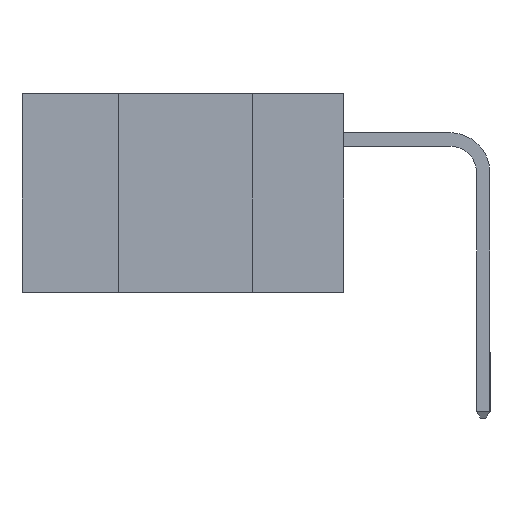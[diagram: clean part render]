
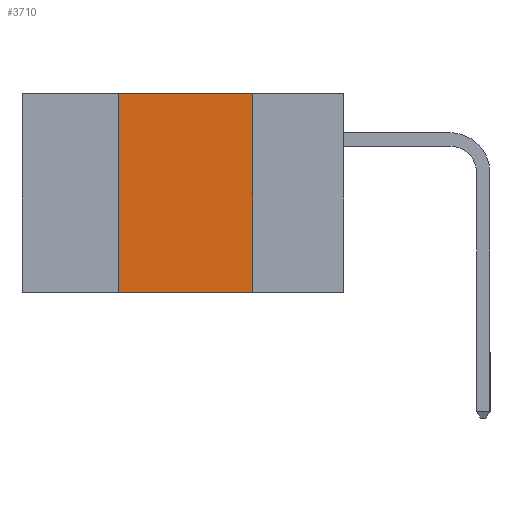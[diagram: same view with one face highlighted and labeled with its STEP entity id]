
A CAD part, left-side view. The second image highlights one B-rep face of the part: STEP entity #3710.
In plain terms, the highlighted planar face has unit normal (-1, 0, 0).
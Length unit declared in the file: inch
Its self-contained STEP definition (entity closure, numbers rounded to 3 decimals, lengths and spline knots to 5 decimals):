
#131 = DIRECTION ( 'NONE',  ( 0., 0., -1. ) ) ;
#410 = ORIENTED_EDGE ( 'NONE', *, *, #2241, .F. ) ;
#1269 = CARTESIAN_POINT ( 'NONE',  ( 0., 0.6, 0. ) ) ;
#1585 = CARTESIAN_POINT ( 'NONE',  ( 0., 0.6, 0. ) ) ;
#1817 = LINE ( 'NONE', #11035, #13158 ) ;
#1948 = DIRECTION ( 'NONE',  ( 0., 0., 1. ) ) ;
#2241 = EDGE_CURVE ( 'NONE', #7094, #5422, #3181, .T. ) ;
#2550 = EDGE_LOOP ( 'NONE', ( #6089, #410, #14201, #11292 ) ) ;
#2625 = DIRECTION ( 'NONE',  ( 0., -1., 0. ) ) ;
#3181 = LINE ( 'NONE', #1585, #6633 ) ;
#3710 = ADVANCED_FACE ( 'NONE', ( #7058 ), #4474, .F. ) ;
#4407 = VECTOR ( 'NONE', #12138, 39.37008 ) ;
#4474 = PLANE ( 'NONE',  #10265 ) ;
#5422 = VERTEX_POINT ( 'NONE', #10055 ) ;
#6089 = ORIENTED_EDGE ( 'NONE', *, *, #13487, .F. ) ;
#6633 = VECTOR ( 'NONE', #2625, 39.37008 ) ;
#6687 = VECTOR ( 'NONE', #1948, 39.37008 ) ;
#6918 = CARTESIAN_POINT ( 'NONE',  ( 0., 0.42, -0.37 ) ) ;
#7058 = FACE_OUTER_BOUND ( 'NONE', #2550, .T. ) ;
#7094 = VERTEX_POINT ( 'NONE', #7430 ) ;
#7099 = CARTESIAN_POINT ( 'NONE',  ( 0., 0.17, 0. ) ) ;
#7430 = CARTESIAN_POINT ( 'NONE',  ( 0., 0.42, 0. ) ) ;
#7829 = LINE ( 'NONE', #7099, #4407 ) ;
#9371 = EDGE_CURVE ( 'NONE', #9809, #7094, #13831, .T. ) ;
#9809 = VERTEX_POINT ( 'NONE', #6918 ) ;
#10055 = CARTESIAN_POINT ( 'NONE',  ( 0., 0.17, 0. ) ) ;
#10265 = AXIS2_PLACEMENT_3D ( 'NONE', #1269, #12172, #131 ) ;
#10768 = EDGE_CURVE ( 'NONE', #9809, #13134, #1817, .T. ) ;
#11035 = CARTESIAN_POINT ( 'NONE',  ( 0., 0.6, -0.37 ) ) ;
#11275 = DIRECTION ( 'NONE',  ( 0., -1., 0. ) ) ;
#11292 = ORIENTED_EDGE ( 'NONE', *, *, #10768, .T. ) ;
#12138 = DIRECTION ( 'NONE',  ( 0., 0., -1. ) ) ;
#12172 = DIRECTION ( 'NONE',  ( 1., 0., 0. ) ) ;
#12856 = CARTESIAN_POINT ( 'NONE',  ( 0., 0.42, 0. ) ) ;
#13134 = VERTEX_POINT ( 'NONE', #13758 ) ;
#13158 = VECTOR ( 'NONE', #11275, 39.37008 ) ;
#13487 = EDGE_CURVE ( 'NONE', #5422, #13134, #7829, .T. ) ;
#13758 = CARTESIAN_POINT ( 'NONE',  ( 0., 0.17, -0.37 ) ) ;
#13831 = LINE ( 'NONE', #12856, #6687 ) ;
#14201 = ORIENTED_EDGE ( 'NONE', *, *, #9371, .F. ) ;
